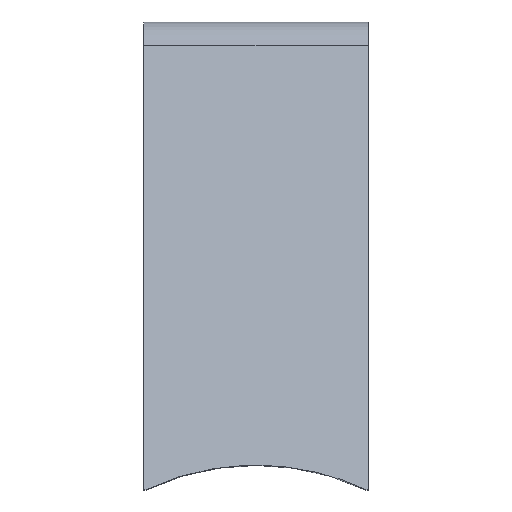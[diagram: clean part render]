
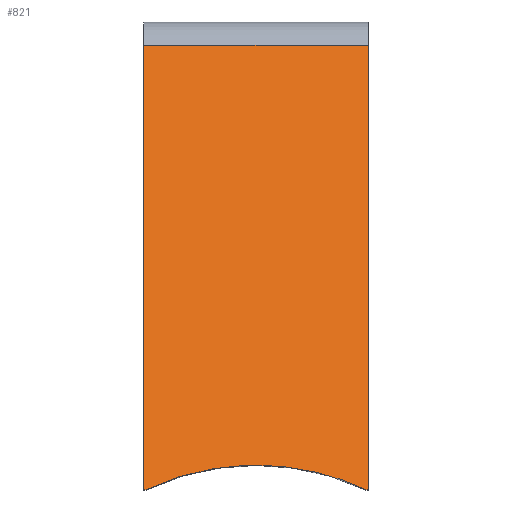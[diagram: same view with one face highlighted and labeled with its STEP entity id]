
A CAD part, top view. The second image highlights one B-rep face of the part: STEP entity #821.
In plain terms, the highlighted planar face has unit normal (0, 0.342, 0.94).
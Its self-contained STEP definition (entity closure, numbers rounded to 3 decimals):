
#87=ELLIPSE('',#886,38.919,36.571);
#88=PLANE('',#885);
#120=FACE_OUTER_BOUND('',#162,.T.);
#162=EDGE_LOOP('',(#593,#594,#595,#596,#597,#598));
#208=LINE('',#1188,#296);
#209=LINE('',#1191,#297);
#210=LINE('',#1193,#298);
#211=LINE('',#1197,#299);
#212=LINE('',#1198,#300);
#296=VECTOR('',#960,10.);
#297=VECTOR('',#963,10.);
#298=VECTOR('',#964,10.);
#299=VECTOR('',#967,10.);
#300=VECTOR('',#968,10.);
#409=VERTEX_POINT('',#1181);
#412=VERTEX_POINT('',#1186);
#413=VERTEX_POINT('',#1190);
#414=VERTEX_POINT('',#1192);
#415=VERTEX_POINT('',#1194);
#416=VERTEX_POINT('',#1196);
#482=EDGE_CURVE('',#412,#409,#208,.T.);
#483=EDGE_CURVE('',#413,#412,#209,.T.);
#484=EDGE_CURVE('',#414,#413,#210,.T.);
#485=EDGE_CURVE('',#414,#415,#87,.T.);
#486=EDGE_CURVE('',#416,#415,#211,.T.);
#487=EDGE_CURVE('',#409,#416,#212,.T.);
#593=ORIENTED_EDGE('',*,*,#482,.F.);
#594=ORIENTED_EDGE('',*,*,#483,.F.);
#595=ORIENTED_EDGE('',*,*,#484,.F.);
#596=ORIENTED_EDGE('',*,*,#485,.T.);
#597=ORIENTED_EDGE('',*,*,#486,.F.);
#598=ORIENTED_EDGE('',*,*,#487,.F.);
#821=ADVANCED_FACE('',(#120),#88,.T.);
#885=AXIS2_PLACEMENT_3D('',#1189,#961,#962);
#886=AXIS2_PLACEMENT_3D('',#1195,#965,#966);
#960=DIRECTION('',(1.,0.,0.));
#961=DIRECTION('center_axis',(0.,0.342,0.94));
#962=DIRECTION('ref_axis',(0.,-0.94,0.342));
#963=DIRECTION('',(0.,0.94,-0.342));
#964=DIRECTION('',(-1.,0.,0.));
#965=DIRECTION('center_axis',(0.,-0.342,-0.94));
#966=DIRECTION('ref_axis',(0.,0.94,-0.342));
#967=DIRECTION('',(-1.,0.,0.));
#968=DIRECTION('',(0.,-0.94,0.342));
#1181=CARTESIAN_POINT('',(2.,22.51,23.697));
#1186=CARTESIAN_POINT('',(-30.,22.51,23.697));
#1188=CARTESIAN_POINT('',(0.,22.51,23.697));
#1189=CARTESIAN_POINT('Origin',(0.,25.8,22.5));
#1190=CARTESIAN_POINT('',(-30.,-40.8,46.74));
#1191=CARTESIAN_POINT('',(-30.,-45.136,48.319));
#1192=CARTESIAN_POINT('',(-29.612,-40.8,46.74));
#1193=CARTESIAN_POINT('',(-20.,-40.8,46.74));
#1194=CARTESIAN_POINT('',(1.612,-40.8,46.74));
#1195=CARTESIAN_POINT('Origin',(-14.,-73.871,58.777));
#1196=CARTESIAN_POINT('',(2.,-40.8,46.74));
#1197=CARTESIAN_POINT('',(-20.,-40.8,46.74));
#1198=CARTESIAN_POINT('',(2.,25.8,22.5));
